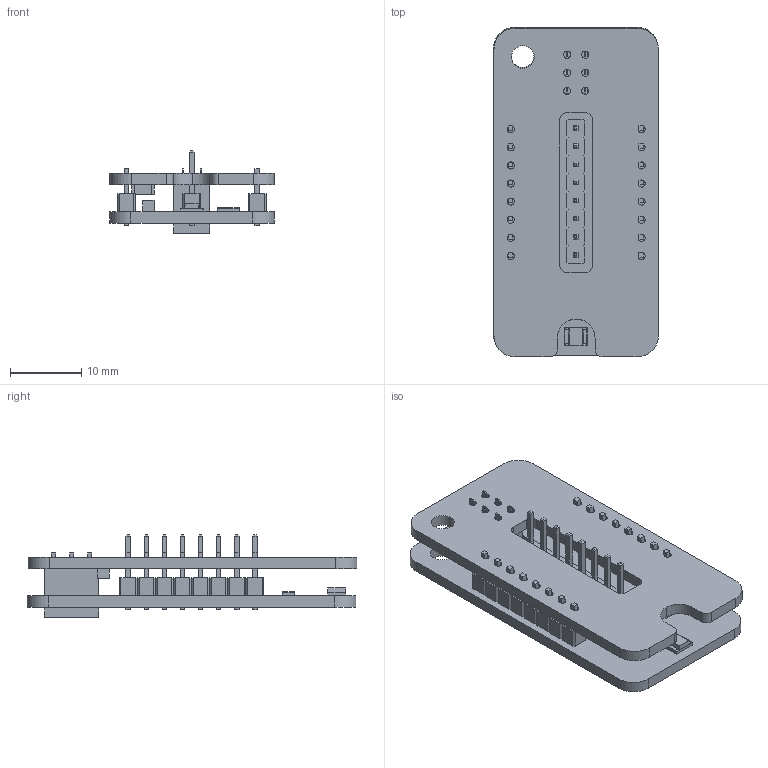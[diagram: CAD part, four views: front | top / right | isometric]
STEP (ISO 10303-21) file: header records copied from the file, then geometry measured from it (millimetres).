
FILE_DESCRIPTION(/* description */ (''),/* implementation_level */ '2;1');
FILE_NAME(/* name */ 'JTAG_ISP-3d.step',/* time_stamp */ '2022-04-15T10:59:46-04:00',/* author */ (''),/* organization */ (''),/* preprocessor_version */ 'ST-DEVELOPER v18.1',/* originating_system */ 'Autodesk Translation Framework v10.14.0.1471',/* authorisation */ '');
FILE_SCHEMA (('AUTOMOTIVE_DESIGN { 1 0 10303 214 3 1 1 }'));
Length unit declared in the file: millimetre
Products named in the file (19): JTAG_ISP-HDR-2; JTAG_ISP-ISP; Board_Geoms_b0ad; Pcb_b0ad; Step_Models_b0ad; Bot_b0ad; C1_C_1206_3216Metric_8ab35eb3909b; J1_PinSocket_2x03_P254mm_Vertical_11958836bf48; JTAG_ISP-HDR; Board_Geoms_3d3b; Pcb_3d3b; Step_Models_3d3b; Top_3d3b; J2_PinHeader_1x08_P254mm_Vertical_fe993c246832; C1_C_1206_3216Metric_07f5eb895435; J1_PinHeader_1x08_P254mm_Vertical_b79930fb2714; JTAG1_PinHeader_1x08_P254mm_Vertical_10c12ca8a28d; D1_LED_1210_3225Metric_053afcd77527; R1_R_1206_3216Metric_2292a632100f
Assembly tree (18 placements, depth 5):
  JTAG_ISP-HDR-2
    JTAG_ISP-ISP
      Board_Geoms_b0ad
        Pcb_b0ad
      Step_Models_b0ad
        Bot_b0ad
          C1_C_1206_3216Metric_8ab35eb3909b
          J1_PinSocket_2x03_P254mm_Vertical_11958836bf48
    JTAG_ISP-HDR
      Board_Geoms_3d3b
        Pcb_3d3b
      Step_Models_3d3b
        Top_3d3b
          J2_PinHeader_1x08_P254mm_Vertical_fe993c246832
          C1_C_1206_3216Metric_07f5eb895435
          J1_PinHeader_1x08_P254mm_Vertical_b79930fb2714
          JTAG1_PinHeader_1x08_P254mm_Vertical_10c12ca8a28d
          D1_LED_1210_3225Metric_053afcd77527
          R1_R_1206_3216Metric_2292a632100f
Bounding box: 23.14 x 46.29 x 11.54 mm (x, y, z)
Volume: 3711.3 mm3; surface area: 6088.9 mm2
Topology: 10 solids, 10 shells, 835 faces, 2164 edges, 1420 vertices
Faces by surface type: plane 727, cylinder 108
Full cylindrical faces by diameter (mm): 1 x46, 3.2 x2
Entity records: 26578 total; most frequent: CARTESIAN_POINT 4456, ORIENTED_EDGE 4328, DIRECTION 4124, EDGE_CURVE 2164, LINE 1948, VECTOR 1948, VERTEX_POINT 1420, AXIS2_PLACEMENT_3D 1088
